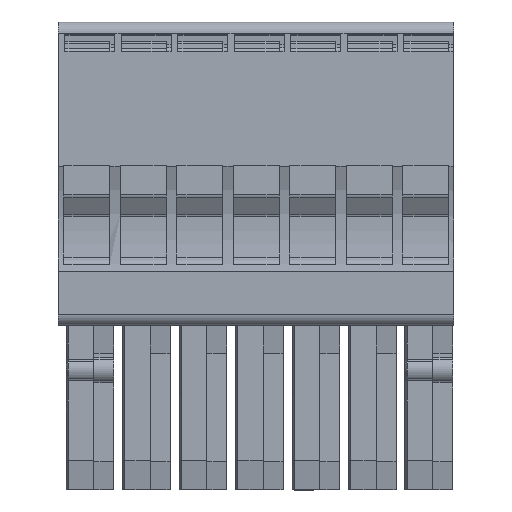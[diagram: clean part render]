
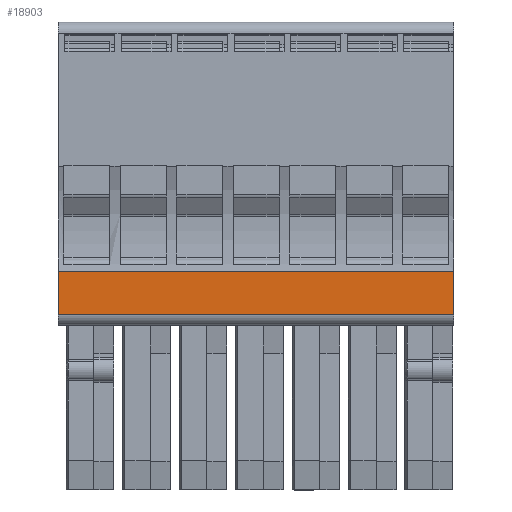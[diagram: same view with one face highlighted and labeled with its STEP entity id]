
A CAD part, front view. The second image highlights one B-rep face of the part: STEP entity #18903.
In plain terms, the highlighted planar face has unit normal (0, -1, 0).
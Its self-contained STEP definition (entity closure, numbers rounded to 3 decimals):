
#18895=AXIS2_PLACEMENT_3D('Plane Axis2P3D',#18892,#18893,#18894) ;
#3949=CARTESIAN_POINT('Vertex',(0.,0.8,15.85)) ;
#3952=CARTESIAN_POINT('Line Origine',(0.,0.8,17.8)) ;
#3956=CARTESIAN_POINT('Vertex',(0.,0.8,19.75)) ;
#4438=CARTESIAN_POINT('Vertex',(35.7,0.8,19.75)) ;
#4441=CARTESIAN_POINT('Line Origine',(35.7,0.8,17.8)) ;
#4445=CARTESIAN_POINT('Vertex',(35.7,0.8,15.85)) ;
#8880=CARTESIAN_POINT('Line Origine',(2.55,0.8,19.75)) ;
#18879=CARTESIAN_POINT('Line Origine',(2.325,0.8,15.85)) ;
#18892=CARTESIAN_POINT('Axis2P3D Location',(2.8,0.8,14.85)) ;
#3953=DIRECTION('Vector Direction',(0.,0.,1.)) ;
#4442=DIRECTION('Vector Direction',(0.,0.,-1.)) ;
#8881=DIRECTION('Vector Direction',(-1.,0.,0.)) ;
#18880=DIRECTION('Vector Direction',(1.,0.,0.)) ;
#18893=DIRECTION('Axis2P3D Direction',(0.,1.,0.)) ;
#18894=DIRECTION('Axis2P3D XDirection',(0.,0.,1.)) ;
#3954=VECTOR('Line Direction',#3953,1.) ;
#4443=VECTOR('Line Direction',#4442,1.) ;
#8882=VECTOR('Line Direction',#8881,1.) ;
#18881=VECTOR('Line Direction',#18880,1.) ;
#18898=ORIENTED_EDGE('',*,*,#18883,.F.) ;
#18899=ORIENTED_EDGE('',*,*,#4447,.T.) ;
#18900=ORIENTED_EDGE('',*,*,#8884,.T.) ;
#18901=ORIENTED_EDGE('',*,*,#3958,.T.) ;
#18903=ADVANCED_FACE('Brep With Voids',(#18902),#18896,.F.) ;
#3958=EDGE_CURVE('',#3957,#3950,#3955,.F.) ;
#4447=EDGE_CURVE('',#4446,#4439,#4444,.F.) ;
#8884=EDGE_CURVE('',#4439,#3957,#8883,.T.) ;
#18883=EDGE_CURVE('',#4446,#3950,#18882,.F.) ;
#18897=EDGE_LOOP('',(#18898,#18899,#18900,#18901)) ;
#18902=FACE_OUTER_BOUND('',#18897,.T.) ;
#3955=LINE('Line',#3952,#3954) ;
#4444=LINE('Line',#4441,#4443) ;
#8883=LINE('Line',#8880,#8882) ;
#18882=LINE('Line',#18879,#18881) ;
#18896=PLANE('',#18895) ;
#3950=VERTEX_POINT('',#3949) ;
#3957=VERTEX_POINT('',#3956) ;
#4439=VERTEX_POINT('',#4438) ;
#4446=VERTEX_POINT('',#4445) ;
